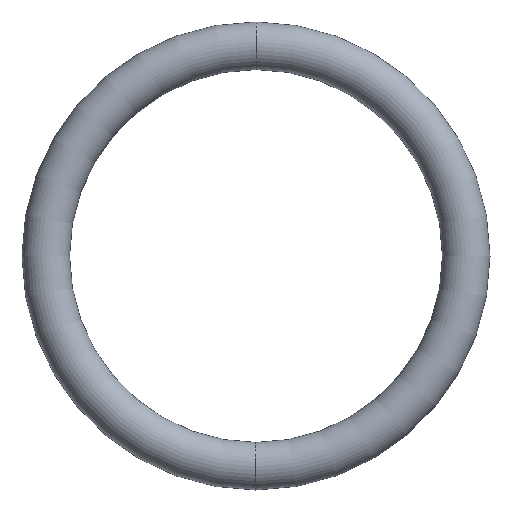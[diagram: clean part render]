
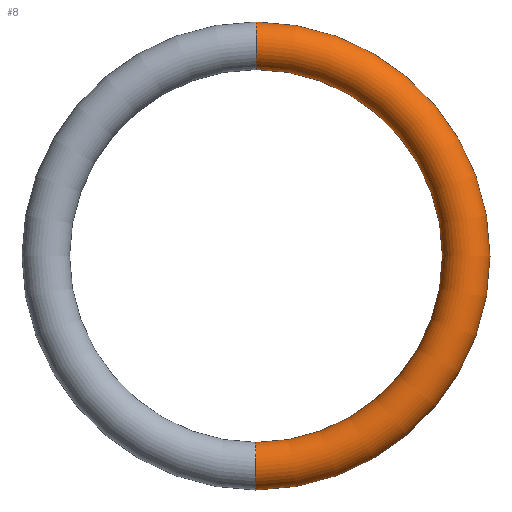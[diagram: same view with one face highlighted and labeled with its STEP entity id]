
A CAD part, left-side view. The second image highlights one B-rep face of the part: STEP entity #8.
In plain terms, the highlighted toroidal (fillet/blend) face has major radius 6.731 mm and minor radius 0.762 mm.
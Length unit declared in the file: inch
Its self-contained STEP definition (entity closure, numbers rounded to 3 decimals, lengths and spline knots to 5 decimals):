
#4 = VERTEX_POINT ( 'NONE', #61 ) ;
#5 = CARTESIAN_POINT ( 'NONE',  ( 0.1, 0., 0. ) ) ;
#8 = ADVANCED_FACE ( 'NONE', ( #60 ), #59, .T. ) ;
#14 = VERTEX_POINT ( 'NONE', #45 ) ;
#15 = EDGE_CURVE ( 'NONE', #14, #44, #23, .T. ) ;
#17 = CIRCLE ( 'NONE', #126, 0.03 ) ;
#19 = DIRECTION ( 'NONE',  ( 0., 0., -1. ) ) ;
#20 = DIRECTION ( 'NONE',  ( 0., -1., 0. ) ) ;
#21 = CARTESIAN_POINT ( 'NONE',  ( 0.1, 0., 0.265 ) ) ;
#22 = AXIS2_PLACEMENT_3D ( 'NONE', #21, #20, #19 ) ;
#23 = CIRCLE ( 'NONE', #22, 0.03 ) ;
#24 = CARTESIAN_POINT ( 'NONE',  ( 0.1, 0., -0.265 ) ) ;
#25 = EDGE_CURVE ( 'NONE', #56, #4, #17, .T. ) ;
#26 = ORIENTED_EDGE ( 'NONE', *, *, #57, .T. ) ;
#35 = EDGE_CURVE ( 'NONE', #4, #44, #100, .T. ) ;
#42 = ORIENTED_EDGE ( 'NONE', *, *, #15, .T. ) ;
#44 = VERTEX_POINT ( 'NONE', #142 ) ;
#45 = CARTESIAN_POINT ( 'NONE',  ( 0.1, 0., 0.295 ) ) ;
#51 = EDGE_LOOP ( 'NONE', ( #82, #26, #42, #58 ) ) ;
#56 = VERTEX_POINT ( 'NONE', #141 ) ;
#57 = EDGE_CURVE ( 'NONE', #56, #14, #140, .T. ) ;
#58 = ORIENTED_EDGE ( 'NONE', *, *, #35, .F. ) ;
#59 = TOROIDAL_SURFACE ( 'NONE', #85, 0.265, 0.03 ) ;
#60 = FACE_OUTER_BOUND ( 'NONE', #51, .T. ) ;
#61 = CARTESIAN_POINT ( 'NONE',  ( 0.1, 0., -0.235 ) ) ;
#82 = ORIENTED_EDGE ( 'NONE', *, *, #25, .F. ) ;
#83 = DIRECTION ( 'NONE',  ( 0., 0., 1. ) ) ;
#84 = DIRECTION ( 'NONE',  ( -1., 0., 0. ) ) ;
#85 = AXIS2_PLACEMENT_3D ( 'NONE', #5, #84, #83 ) ;
#97 = DIRECTION ( 'NONE',  ( 0., 0., 1. ) ) ;
#98 = DIRECTION ( 'NONE',  ( -1., 0., 0. ) ) ;
#99 = AXIS2_PLACEMENT_3D ( 'NONE', #106, #98, #97 ) ;
#100 = CIRCLE ( 'NONE', #99, 0.235 ) ;
#106 = CARTESIAN_POINT ( 'NONE',  ( 0.1, 0., 0. ) ) ;
#124 = DIRECTION ( 'NONE',  ( 0., 0., 1. ) ) ;
#125 = DIRECTION ( 'NONE',  ( 0., 1., 0. ) ) ;
#126 = AXIS2_PLACEMENT_3D ( 'NONE', #24, #125, #124 ) ;
#136 = DIRECTION ( 'NONE',  ( 0., 0., 1. ) ) ;
#137 = DIRECTION ( 'NONE',  ( -1., 0., 0. ) ) ;
#138 = CARTESIAN_POINT ( 'NONE',  ( 0.1, 0., 0. ) ) ;
#139 = AXIS2_PLACEMENT_3D ( 'NONE', #138, #137, #136 ) ;
#140 = CIRCLE ( 'NONE', #139, 0.295 ) ;
#141 = CARTESIAN_POINT ( 'NONE',  ( 0.1, 0., -0.295 ) ) ;
#142 = CARTESIAN_POINT ( 'NONE',  ( 0.1, 0., 0.235 ) ) ;
